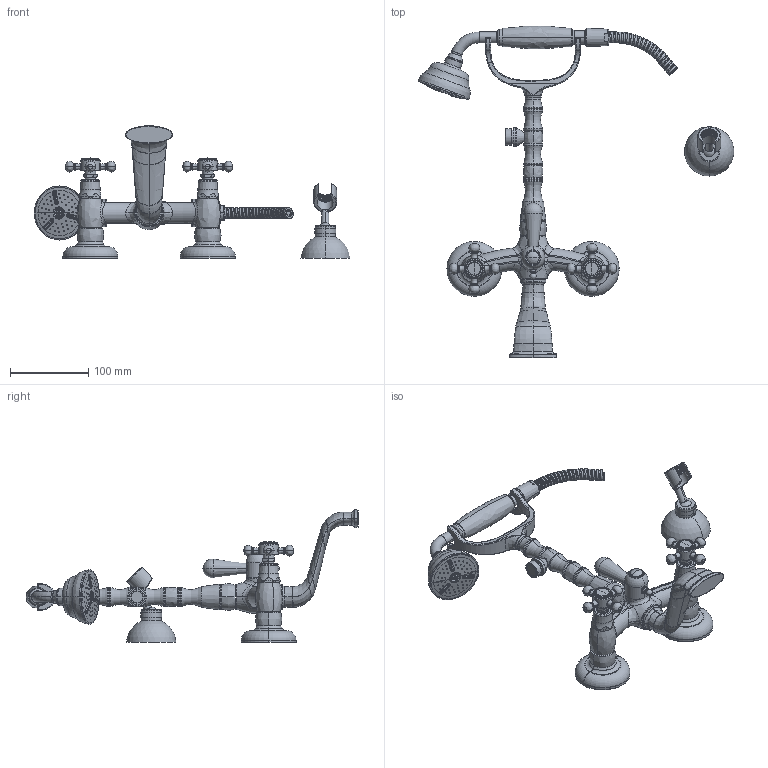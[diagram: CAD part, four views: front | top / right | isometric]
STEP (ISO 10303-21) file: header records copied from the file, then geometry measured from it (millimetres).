
FILE_DESCRIPTION((''),'2;1');
FILE_NAME('FBLV023CR','2021-04-12T15:25:54',('ut3'),('PAFFONI SpA'),'CREO PARAMETRIC BY PTC INC, 2020044','CREO PARAMETRIC BY PTC INC, 2020044','');
FILE_SCHEMA(('CONFIG_CONTROL_DESIGN','SHAPE_APPEARANCE_LAYERS_GROUPS'));
Products named in the file (1): FBLV023CR
Bounding box: 403.3 x 424 x 169.62 mm (x, y, z)
Volume: 566432.2 mm3; surface area: 225271 mm2
Topology: 7 solids, 11 shells, 2195 faces, 5389 edges, 3318 vertices
Faces by surface type: plane 770, cylinder 560, bspline 353, torus 240, cone 156, sphere 102, extrusion 14
Entity records: 125794 total; most frequent: CARTESIAN_POINT 59996, ORIENTED_EDGE 10722, DIRECTION 9479, EDGE_CURVE 5361, AXIS2_PLACEMENT_3D 3734, VERTEX_POINT 3318, FILL_AREA_STYLE_COLOUR 2492, FILL_AREA_STYLE 2492
